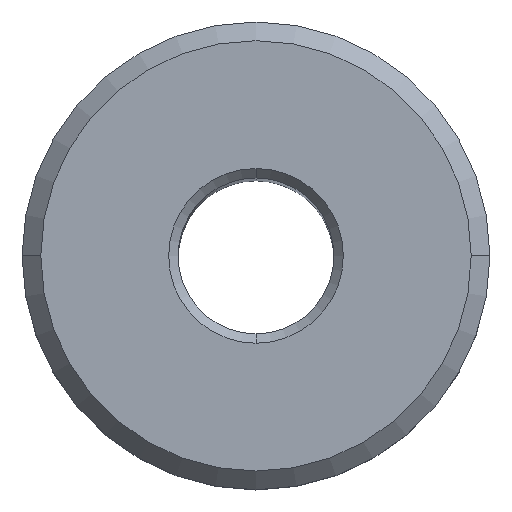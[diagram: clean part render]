
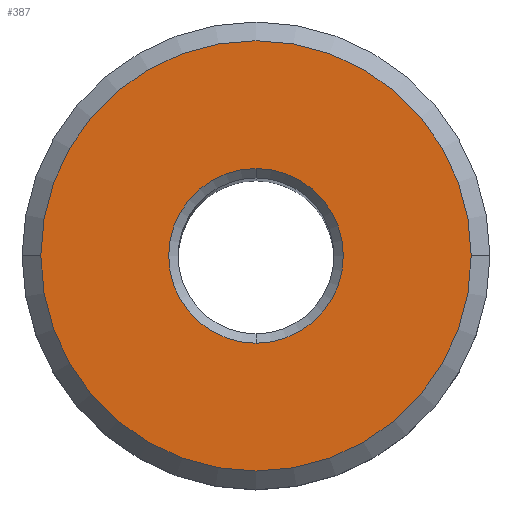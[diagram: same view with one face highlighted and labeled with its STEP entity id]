
A CAD part, top view. The second image highlights one B-rep face of the part: STEP entity #387.
In plain terms, the highlighted planar face has unit normal (0, 0, 1).
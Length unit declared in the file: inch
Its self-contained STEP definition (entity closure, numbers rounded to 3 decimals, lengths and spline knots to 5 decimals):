
#61 = DIRECTION ( 'NONE',  ( 0., 0., -1. ) ) ;
#68 = VERTEX_POINT ( 'NONE', #324 ) ;
#80 = AXIS2_PLACEMENT_3D ( 'NONE', #560, #794, #854 ) ;
#88 = AXIS2_PLACEMENT_3D ( 'NONE', #274, #362, #671 ) ;
#159 = AXIS2_PLACEMENT_3D ( 'NONE', #979, #61, #294 ) ;
#210 = ORIENTED_EDGE ( 'NONE', *, *, #434, .T. ) ;
#237 = VERTEX_POINT ( 'NONE', #814 ) ;
#242 = PLANE ( 'NONE',  #562 ) ;
#274 = CARTESIAN_POINT ( 'NONE',  ( 0., 0., 0. ) ) ;
#275 = CIRCLE ( 'NONE', #159, 0.14 ) ;
#294 = DIRECTION ( 'NONE',  ( -1., 0., 0. ) ) ;
#301 = EDGE_LOOP ( 'NONE', ( #911, #414 ) ) ;
#324 = CARTESIAN_POINT ( 'NONE',  ( 0., -0.14, 0. ) ) ;
#360 = EDGE_CURVE ( 'NONE', #68, #860, #275, .T. ) ;
#362 = DIRECTION ( 'NONE',  ( 0., 0., 1. ) ) ;
#384 = CARTESIAN_POINT ( 'NONE',  ( 0., 0.14, 0. ) ) ;
#386 = FACE_BOUND ( 'NONE', #301, .T. ) ;
#387 = ADVANCED_FACE ( 'NONE', ( #912, #386 ), #242, .F. ) ;
#390 = CARTESIAN_POINT ( 'NONE',  ( 0., 0.375, 0. ) ) ;
#414 = ORIENTED_EDGE ( 'NONE', *, *, #501, .T. ) ;
#434 = EDGE_CURVE ( 'NONE', #237, #853, #689, .T. ) ;
#452 = CIRCLE ( 'NONE', #80, 0.14 ) ;
#468 = CARTESIAN_POINT ( 'NONE',  ( 0., 0., 0. ) ) ;
#501 = EDGE_CURVE ( 'NONE', #860, #68, #452, .T. ) ;
#550 = DIRECTION ( 'NONE',  ( -1., 0., 0. ) ) ;
#560 = CARTESIAN_POINT ( 'NONE',  ( 0., 0., 0. ) ) ;
#562 = AXIS2_PLACEMENT_3D ( 'NONE', #390, #770, #550 ) ;
#582 = AXIS2_PLACEMENT_3D ( 'NONE', #468, #903, #758 ) ;
#647 = ORIENTED_EDGE ( 'NONE', *, *, #708, .T. ) ;
#655 = CIRCLE ( 'NONE', #88, 0.345 ) ;
#671 = DIRECTION ( 'NONE',  ( -1., 0., 0. ) ) ;
#689 = CIRCLE ( 'NONE', #582, 0.345 ) ;
#708 = EDGE_CURVE ( 'NONE', #853, #237, #655, .T. ) ;
#758 = DIRECTION ( 'NONE',  ( -1., 0., 0. ) ) ;
#759 = CARTESIAN_POINT ( 'NONE',  ( -0.345, 0., 0. ) ) ;
#770 = DIRECTION ( 'NONE',  ( 0., 0., -1. ) ) ;
#794 = DIRECTION ( 'NONE',  ( 0., 0., -1. ) ) ;
#814 = CARTESIAN_POINT ( 'NONE',  ( 0.345, 0., 0. ) ) ;
#853 = VERTEX_POINT ( 'NONE', #759 ) ;
#854 = DIRECTION ( 'NONE',  ( -1., 0., 0. ) ) ;
#860 = VERTEX_POINT ( 'NONE', #384 ) ;
#903 = DIRECTION ( 'NONE',  ( 0., 0., 1. ) ) ;
#911 = ORIENTED_EDGE ( 'NONE', *, *, #360, .T. ) ;
#912 = FACE_OUTER_BOUND ( 'NONE', #974, .T. ) ;
#974 = EDGE_LOOP ( 'NONE', ( #647, #210 ) ) ;
#979 = CARTESIAN_POINT ( 'NONE',  ( 0., 0., 0. ) ) ;
